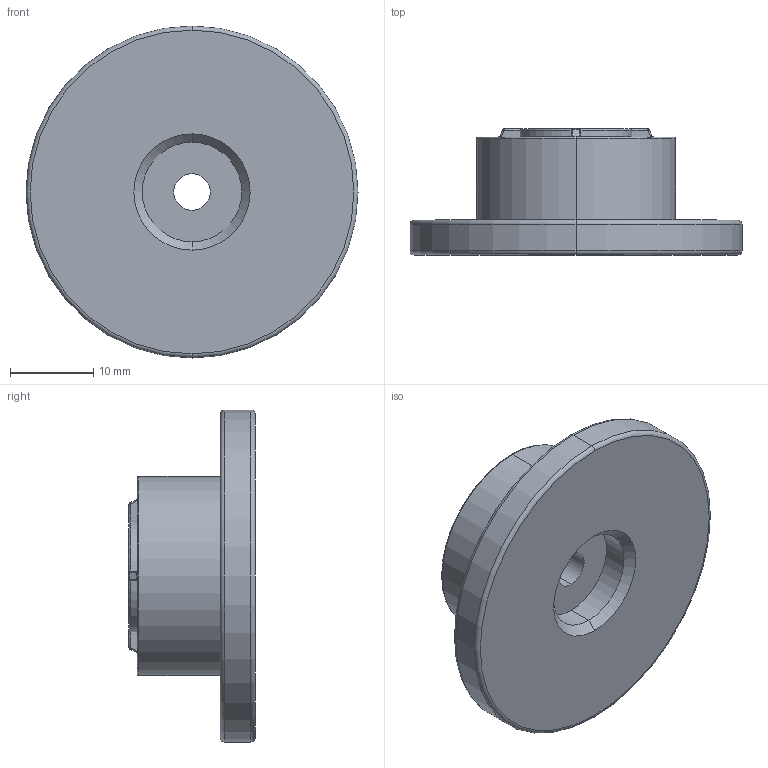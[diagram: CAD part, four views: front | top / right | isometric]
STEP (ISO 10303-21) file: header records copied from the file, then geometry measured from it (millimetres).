
FILE_DESCRIPTION (( 'STEP AP214' ), '1' );
FILE_NAME ('JXHSV06P-07007-d Material Spool Bearing End Cap.step', '2023-06-08T06:49:35', ( '微软用户' ), ( '微软中国' ), 'SwSTEP 2.0', 'SolidWorks 2020', '' );
FILE_SCHEMA (( 'AUTOMOTIVE_DESIGN' ));
Length unit declared in the file: millimetre
Products named in the file (1): JXHSV06P-07007-d Material Spool Bearing End Cap
Bounding box: 40 x 15.2 x 40 mm (x, y, z)
Volume: 7313.9 mm3; surface area: 5392.2 mm2
Topology: 1 solids, 1 shells, 133 faces, 315 edges, 179 vertices
Faces by surface type: cylinder 45, torus 31, plane 24, bspline 16, sphere 10, cone 7
Entity records: 4024 total; most frequent: CARTESIAN_POINT 1046, DIRECTION 648, ORIENTED_EDGE 606, EDGE_CURVE 303, AXIS2_PLACEMENT_3D 275, VERTEX_POINT 177, CIRCLE 157, EDGE_LOOP 140
